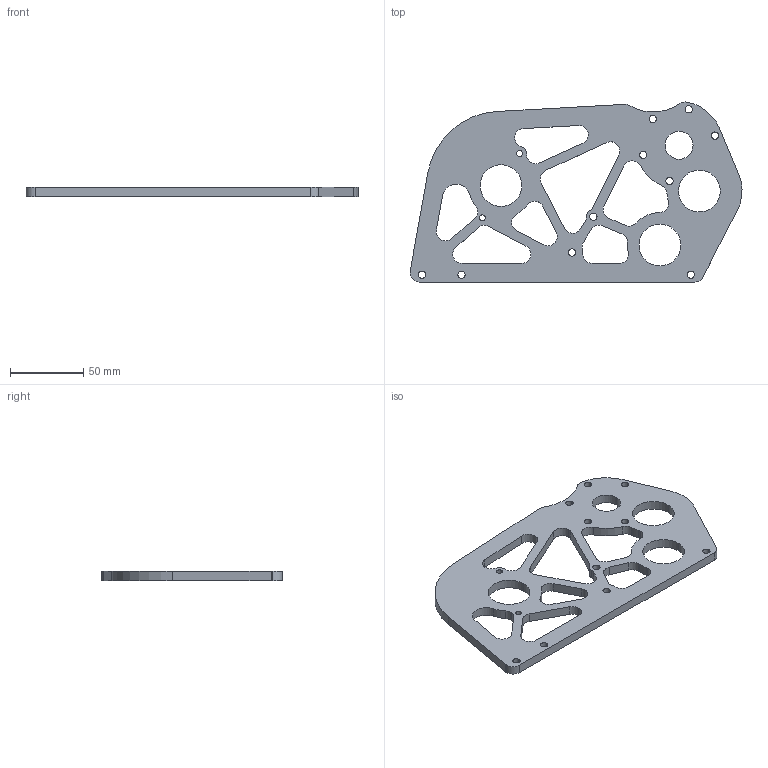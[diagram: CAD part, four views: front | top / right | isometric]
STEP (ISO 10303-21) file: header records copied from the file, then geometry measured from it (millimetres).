
FILE_DESCRIPTION (( 'STEP AP214' ), '1' );
FILE_NAME ('599-24-Season-IN-P-1002.STEP', '2024-01-31T00:37:37', ( '' ), ( '' ), 'SwSTEP 2.0', 'SolidWorks 2023', '' );
FILE_SCHEMA (( 'AUTOMOTIVE_DESIGN' ));
Length unit declared in the file: inch
Products named in the file (1): 599-24-Season-IN-P-1002
Bounding box: 227.11 x 123.23 x 6.35 mm (x, y, z)
Volume: 94151.6 mm3; surface area: 42291.2 mm2
Topology: 1 solids, 1 shells, 113 faces, 333 edges, 222 vertices
Faces by surface type: cylinder 88, plane 25
Entity records: 3982 total; most frequent: DIRECTION 737, CARTESIAN_POINT 669, ORIENTED_EDGE 666, EDGE_CURVE 333, AXIS2_PLACEMENT_3D 290, VERTEX_POINT 222, CIRCLE 176, EDGE_LOOP 159
